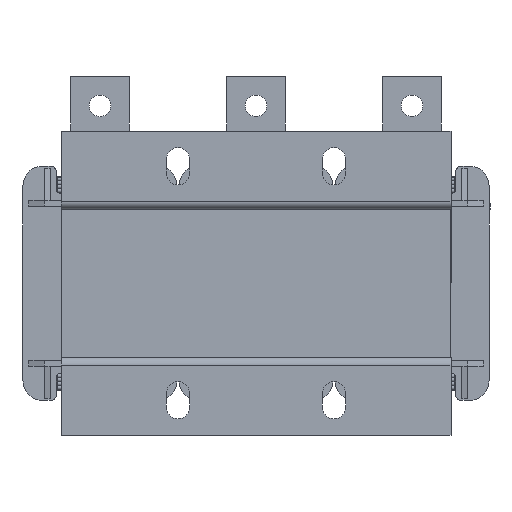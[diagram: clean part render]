
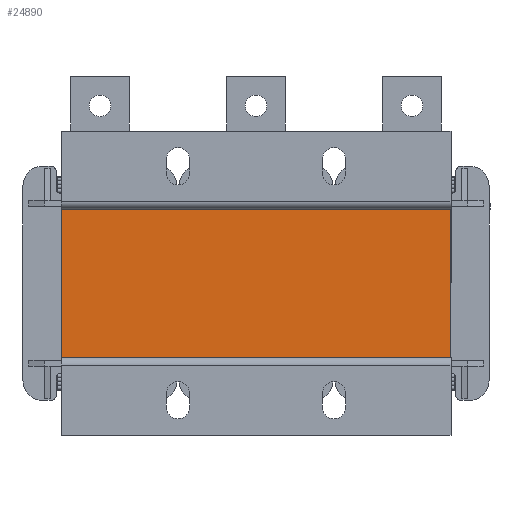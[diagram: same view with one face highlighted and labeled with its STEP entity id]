
A CAD part, front view. The second image highlights one B-rep face of the part: STEP entity #24890.
In plain terms, the highlighted planar face has unit normal (0, -1, 0).
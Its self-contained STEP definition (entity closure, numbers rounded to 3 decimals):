
#1488 = CARTESIAN_POINT ( 'NONE',  ( 0., 0., 0. ) ) ;
#2250 = DIRECTION ( 'NONE',  ( 0., 0., -1. ) ) ;
#2821 = EDGE_LOOP ( 'NONE', ( #9827, #29011, #19602, #27306 ) ) ;
#3001 = CARTESIAN_POINT ( 'NONE',  ( 0., 0., 76. ) ) ;
#3073 = DIRECTION ( 'NONE',  ( 1., 0., 0. ) ) ;
#3613 = EDGE_CURVE ( 'NONE', #22872, #28355, #13008, .T. ) ;
#7506 = VECTOR ( 'NONE', #3073, 1000. ) ;
#9552 = CARTESIAN_POINT ( 'NONE',  ( 0., 0., 76. ) ) ;
#9827 = ORIENTED_EDGE ( 'NONE', *, *, #3613, .T. ) ;
#10543 = CARTESIAN_POINT ( 'NONE',  ( 200., 0., 76. ) ) ;
#11171 = DIRECTION ( 'NONE',  ( 0., 1., 0. ) ) ;
#11553 = CARTESIAN_POINT ( 'NONE',  ( 0., 0., 76. ) ) ;
#13008 = LINE ( 'NONE', #28250, #7506 ) ;
#13436 = VECTOR ( 'NONE', #30443, 1000. ) ;
#16192 = VECTOR ( 'NONE', #21213, 1000. ) ;
#16461 = CARTESIAN_POINT ( 'NONE',  ( 200., 0., 0. ) ) ;
#18783 = PLANE ( 'NONE',  #24042 ) ;
#19007 = CARTESIAN_POINT ( 'NONE',  ( 200., 0., 76. ) ) ;
#19602 = ORIENTED_EDGE ( 'NONE', *, *, #32033, .F. ) ;
#19818 = LINE ( 'NONE', #9552, #30372 ) ;
#19992 = LINE ( 'NONE', #10543, #13436 ) ;
#21213 = DIRECTION ( 'NONE',  ( 1., 0., 0. ) ) ;
#21575 = EDGE_CURVE ( 'NONE', #28365, #28355, #19992, .T. ) ;
#22872 = VERTEX_POINT ( 'NONE', #1488 ) ;
#24042 = AXIS2_PLACEMENT_3D ( 'NONE', #26120, #11171, #25911 ) ;
#24844 = VERTEX_POINT ( 'NONE', #3001 ) ;
#24890 = ADVANCED_FACE ( 'NONE', ( #30261 ), #18783, .F. ) ;
#25911 = DIRECTION ( 'NONE',  ( 0., 0., 1. ) ) ;
#26120 = CARTESIAN_POINT ( 'NONE',  ( 0., 0., 76. ) ) ;
#27045 = LINE ( 'NONE', #11553, #16192 ) ;
#27306 = ORIENTED_EDGE ( 'NONE', *, *, #27995, .T. ) ;
#27995 = EDGE_CURVE ( 'NONE', #24844, #22872, #19818, .T. ) ;
#28250 = CARTESIAN_POINT ( 'NONE',  ( 0., 0., 0. ) ) ;
#28355 = VERTEX_POINT ( 'NONE', #16461 ) ;
#28365 = VERTEX_POINT ( 'NONE', #19007 ) ;
#29011 = ORIENTED_EDGE ( 'NONE', *, *, #21575, .F. ) ;
#30261 = FACE_OUTER_BOUND ( 'NONE', #2821, .T. ) ;
#30372 = VECTOR ( 'NONE', #2250, 1000. ) ;
#30443 = DIRECTION ( 'NONE',  ( 0., 0., -1. ) ) ;
#32033 = EDGE_CURVE ( 'NONE', #24844, #28365, #27045, .T. ) ;
